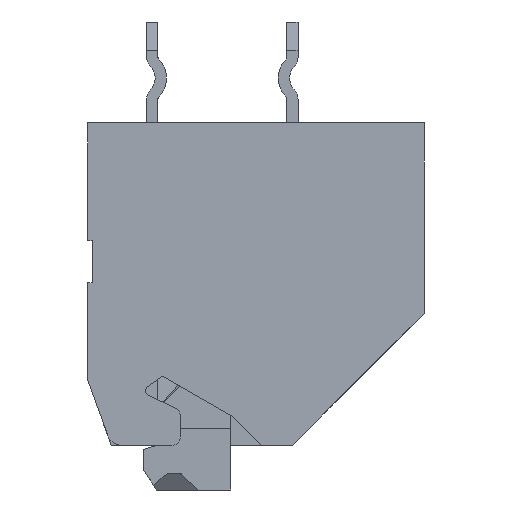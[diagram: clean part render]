
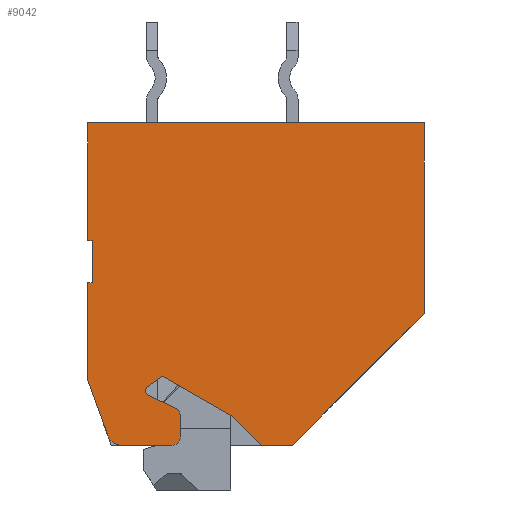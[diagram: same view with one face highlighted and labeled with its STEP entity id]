
A CAD part, front view. The second image highlights one B-rep face of the part: STEP entity #9042.
In plain terms, the highlighted planar face has unit normal (0, -1, 0).
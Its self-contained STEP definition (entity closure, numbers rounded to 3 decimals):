
#847=DIRECTION('',(1.,0.,0.));
#848=VECTOR('',#847,1.813);
#849=CARTESIAN_POINT('',(1.187,0.,-15.1));
#850=LINE('',#849,#848);
#1678=DIRECTION('',(0.,0.,-1.));
#1679=VECTOR('',#1678,4.2);
#1680=CARTESIAN_POINT('',(0.,0.,-3.6));
#1681=LINE('',#1680,#1679);
#1690=DIRECTION('',(1.,0.,0.));
#1691=VECTOR('',#1690,0.15);
#1692=CARTESIAN_POINT('',(0.,0.,-7.8));
#1693=LINE('',#1692,#1691);
#1702=DIRECTION('',(0.,0.,-1.));
#1703=VECTOR('',#1702,1.5);
#1704=CARTESIAN_POINT('',(0.15,0.,-7.8));
#1705=LINE('',#1704,#1703);
#1714=DIRECTION('',(-1.,0.,0.));
#1715=VECTOR('',#1714,0.15);
#1716=CARTESIAN_POINT('',(0.15,0.,-9.3));
#1717=LINE('',#1716,#1715);
#1726=DIRECTION('',(0.,0.,-1.));
#1727=VECTOR('',#1726,3.5);
#1728=CARTESIAN_POINT('',(0.,0.,-9.3));
#1729=LINE('',#1728,#1727);
#2374=DIRECTION('',(1.,0.,0.));
#2375=VECTOR('',#2374,1.1);
#2376=CARTESIAN_POINT('',(6.2,0.,-15.1));
#2377=LINE('',#2376,#2375);
#2382=DIRECTION('',(1.,0.,0.));
#2383=VECTOR('',#2382,12.);
#2384=CARTESIAN_POINT('',(0.,0.,-3.6));
#2385=LINE('',#2384,#2383);
#2386=DIRECTION('',(0.,0.,-1.));
#2387=VECTOR('',#2386,6.8);
#2388=CARTESIAN_POINT('',(12.,0.,-3.6));
#2389=LINE('',#2388,#2387);
#2390=DIRECTION('',(-0.707,0.,-0.707));
#2391=VECTOR('',#2390,6.647);
#2392=CARTESIAN_POINT('',(12.,0.,-10.4));
#2393=LINE('',#2392,#2391);
#2394=DIRECTION('',(-0.707,0.,0.707));
#2395=VECTOR('',#2394,1.414);
#2396=CARTESIAN_POINT('',(6.2,0.,-15.1));
#2397=LINE('',#2396,#2395);
#2398=DIRECTION('',(-0.866,0.,0.5));
#2399=VECTOR('',#2398,2.929);
#2400=CARTESIAN_POINT('',(5.2,0.,-14.1));
#2401=LINE('',#2400,#2399);
#2402=DIRECTION('',(-0.819,0.,-0.574));
#2403=VECTOR('',#2402,0.623);
#2404=CARTESIAN_POINT('',(2.663,0.,-12.635));
#2405=LINE('',#2404,#2403);
#2406=CARTESIAN_POINT('',(2.268,0.,-13.157));
#2407=DIRECTION('',(0.,-1.,0.));
#2408=DIRECTION('',(-0.574,0.,0.819));
#2409=AXIS2_PLACEMENT_3D('',#2406,#2407,#2408);
#2411=DIRECTION('',(0.906,0.,-0.423));
#2412=VECTOR('',#2411,1.041);
#2413=CARTESIAN_POINT('',(2.183,0.,-13.338));
#2414=LINE('',#2413,#2412);
#2415=CARTESIAN_POINT('',(3.,0.,-14.05));
#2416=DIRECTION('',(0.,1.,0.));
#2417=DIRECTION('',(0.423,0.,0.906));
#2418=AXIS2_PLACEMENT_3D('',#2415,#2416,#2417);
#2420=CARTESIAN_POINT('',(3.,0.,-14.8));
#2421=DIRECTION('',(0.,1.,0.));
#2422=DIRECTION('',(1.,0.,0.));
#2423=AXIS2_PLACEMENT_3D('',#2420,#2421,#2422);
#2425=CARTESIAN_POINT('',(1.187,0.,-14.6));
#2426=DIRECTION('',(0.,1.,0.));
#2427=DIRECTION('',(0.,0.,-1.));
#2428=AXIS2_PLACEMENT_3D('',#2425,#2426,#2427);
#2430=DIRECTION('',(-0.342,0.,0.94));
#2431=VECTOR('',#2430,2.098);
#2432=CARTESIAN_POINT('',(0.717,0.,-14.771));
#2433=LINE('',#2432,#2431);
#2756=DIRECTION('',(0.,0.,1.));
#2757=VECTOR('',#2756,0.75);
#2758=CARTESIAN_POINT('',(3.3,0.,-14.8));
#2759=LINE('',#2758,#2757);
#4462=CARTESIAN_POINT('',(12.,0.,-3.6));
#4463=VERTEX_POINT('',#4462);
#4466=CARTESIAN_POINT('',(0.,0.,-3.6));
#4467=VERTEX_POINT('',#4466);
#4468=CARTESIAN_POINT('',(12.,0.,-10.4));
#4469=VERTEX_POINT('',#4468);
#4470=CARTESIAN_POINT('',(7.3,0.,-15.1));
#4471=VERTEX_POINT('',#4470);
#4472=CARTESIAN_POINT('',(6.2,0.,-15.1));
#4473=CARTESIAN_POINT('',(5.2,0.,-14.1));
#4474=VERTEX_POINT('',#4472);
#4475=VERTEX_POINT('',#4473);
#4476=CARTESIAN_POINT('',(2.663,0.,-12.635));
#4477=VERTEX_POINT('',#4476);
#4478=CARTESIAN_POINT('',(2.153,0.,-12.993));
#4479=VERTEX_POINT('',#4478);
#4480=CARTESIAN_POINT('',(2.183,0.,-13.338));
#4481=VERTEX_POINT('',#4480);
#4482=CARTESIAN_POINT('',(3.127,0.,-13.778));
#4483=VERTEX_POINT('',#4482);
#4484=CARTESIAN_POINT('',(3.3,0.,-14.05));
#4485=VERTEX_POINT('',#4484);
#4486=CARTESIAN_POINT('',(3.3,0.,-14.8));
#4487=CARTESIAN_POINT('',(3.,0.,-15.1));
#4488=VERTEX_POINT('',#4486);
#4489=VERTEX_POINT('',#4487);
#4490=CARTESIAN_POINT('',(1.187,0.,-15.1));
#4491=CARTESIAN_POINT('',(0.717,0.,-14.771));
#4492=VERTEX_POINT('',#4490);
#4493=VERTEX_POINT('',#4491);
#4494=CARTESIAN_POINT('',(0.,0.,-12.8));
#4495=VERTEX_POINT('',#4494);
#4496=CARTESIAN_POINT('',(0.,0.,-7.8));
#4497=VERTEX_POINT('',#4496);
#4500=CARTESIAN_POINT('',(0.15,0.,-7.8));
#4501=VERTEX_POINT('',#4500);
#4502=CARTESIAN_POINT('',(0.15,0.,-9.3));
#4503=VERTEX_POINT('',#4502);
#4504=CARTESIAN_POINT('',(0.,0.,-9.3));
#4505=VERTEX_POINT('',#4504);
#9008=CARTESIAN_POINT('',(6.,0.,-9.35));
#9009=DIRECTION('',(0.,1.,0.));
#9010=DIRECTION('',(1.,0.,0.));
#9011=AXIS2_PLACEMENT_3D('',#9008,#9009,#9010);
#9012=PLANE('',#9011);
#9013=ORIENTED_EDGE('',*,*,#8229,.F.);
#9015=ORIENTED_EDGE('',*,*,#9014,.T.);
#9016=ORIENTED_EDGE('',*,*,#6061,.T.);
#9017=ORIENTED_EDGE('',*,*,#8361,.T.);
#9018=ORIENTED_EDGE('',*,*,#8998,.F.);
#9019=ORIENTED_EDGE('',*,*,#7072,.T.);
#9021=ORIENTED_EDGE('',*,*,#9020,.T.);
#9022=ORIENTED_EDGE('',*,*,#6826,.T.);
#9024=ORIENTED_EDGE('',*,*,#9023,.T.);
#9026=ORIENTED_EDGE('',*,*,#9025,.T.);
#9028=ORIENTED_EDGE('',*,*,#9027,.T.);
#9030=ORIENTED_EDGE('',*,*,#9029,.F.);
#9032=ORIENTED_EDGE('',*,*,#9031,.T.);
#9033=ORIENTED_EDGE('',*,*,#6994,.F.);
#9034=ORIENTED_EDGE('',*,*,#6934,.T.);
#9035=ORIENTED_EDGE('',*,*,#6962,.T.);
#9036=ORIENTED_EDGE('',*,*,#8288,.F.);
#9037=ORIENTED_EDGE('',*,*,#8274,.F.);
#9038=ORIENTED_EDGE('',*,*,#8259,.F.);
#9039=ORIENTED_EDGE('',*,*,#8244,.F.);
#9040=EDGE_LOOP('',(#9013,#9015,#9016,#9017,#9018,#9019,#9021,#9022,#9024,#9026,
#9028,#9030,#9032,#9033,#9034,#9035,#9036,#9037,#9038,#9039));
#9041=FACE_OUTER_BOUND('',#9040,.F.);
#2410=CIRCLE('',#2409,0.2);
#2419=CIRCLE('',#2418,0.3);
#2424=CIRCLE('',#2423,0.3);
#2429=CIRCLE('',#2428,0.5);
#6061=EDGE_CURVE('',#4463,#4469,#2389,.T.);
#6826=EDGE_CURVE('',#4477,#4479,#2405,.T.);
#6934=EDGE_CURVE('',#4492,#4493,#2429,.T.);
#6962=EDGE_CURVE('',#4493,#4495,#2433,.T.);
#6994=EDGE_CURVE('',#4492,#4489,#850,.T.);
#7072=EDGE_CURVE('',#4474,#4475,#2397,.T.);
#8229=EDGE_CURVE('',#4467,#4497,#1681,.T.);
#8244=EDGE_CURVE('',#4497,#4501,#1693,.T.);
#8259=EDGE_CURVE('',#4501,#4503,#1705,.T.);
#8274=EDGE_CURVE('',#4503,#4505,#1717,.T.);
#8288=EDGE_CURVE('',#4505,#4495,#1729,.T.);
#8361=EDGE_CURVE('',#4469,#4471,#2393,.T.);
#8998=EDGE_CURVE('',#4474,#4471,#2377,.T.);
#9014=EDGE_CURVE('',#4467,#4463,#2385,.T.);
#9020=EDGE_CURVE('',#4475,#4477,#2401,.T.);
#9023=EDGE_CURVE('',#4479,#4481,#2410,.T.);
#9025=EDGE_CURVE('',#4481,#4483,#2414,.T.);
#9027=EDGE_CURVE('',#4483,#4485,#2419,.T.);
#9029=EDGE_CURVE('',#4488,#4485,#2759,.T.);
#9031=EDGE_CURVE('',#4488,#4489,#2424,.T.);
#9042=ADVANCED_FACE('',(#9041),#9012,.F.);
